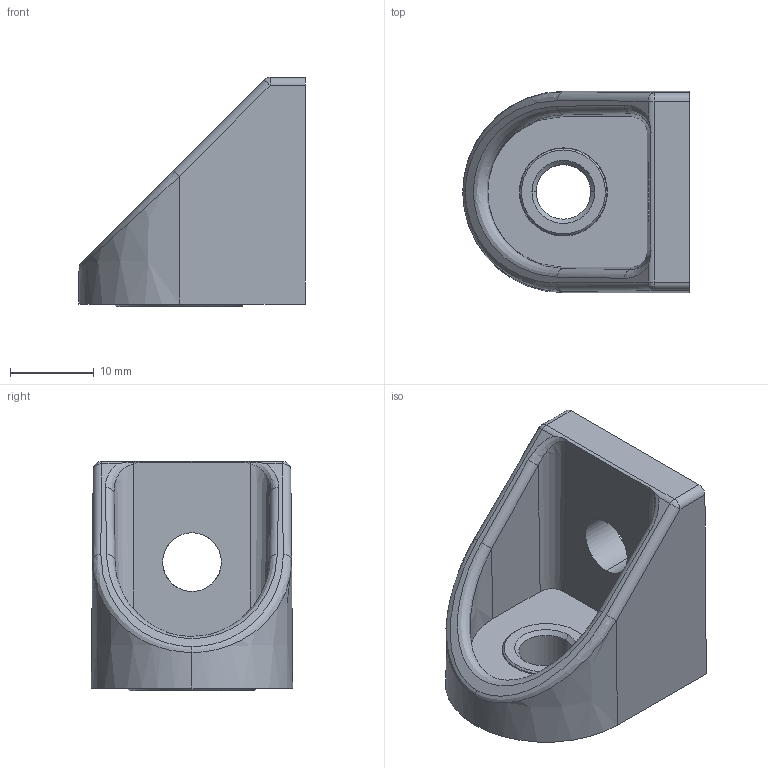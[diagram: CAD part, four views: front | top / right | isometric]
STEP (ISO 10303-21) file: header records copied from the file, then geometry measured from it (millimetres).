
FILE_DESCRIPTION (( 'STEP AP214' ), '1' );
FILE_NAME ('7120420', '2019-02-04T09:47:38', ( '' ), ('JUGARD+KÜNSTNER GmbH'), 'SwSTEP 2.0', 'SolidWorks 2017', '' );
FILE_SCHEMA (( 'AUTOMOTIVE_DESIGN' ));
Length unit declared in the file: millimetre
Products named in the file (1): 7120420_CNAJF00
Bounding box: 27 x 24 x 27.3 mm (x, y, z)
Volume: 6522.9 mm3; surface area: 4169 mm2
Topology: 1 solids, 1 shells, 57 faces, 129 edges, 78 vertices
Faces by surface type: cylinder 19, cone 15, plane 14, bspline 9
Entity records: 2889 total; most frequent: CARTESIAN_POINT 980, DIRECTION 260, ORIENTED_EDGE 258, EDGE_CURVE 129, AXIS2_PLACEMENT_3D 103, VERTEX_POINT 78, EDGE_LOOP 65, UNCERTAINTY_MEASURE_WITH_UNIT 60
